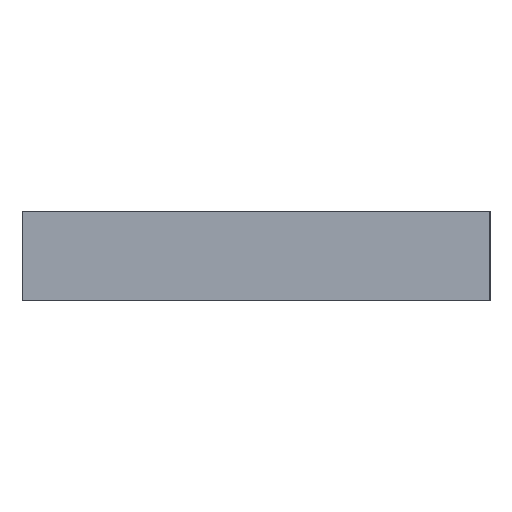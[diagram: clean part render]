
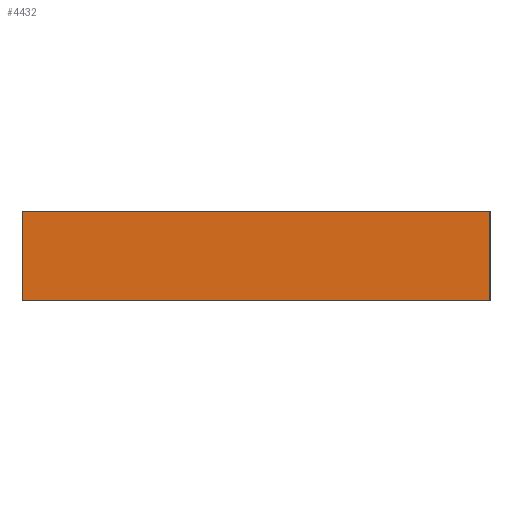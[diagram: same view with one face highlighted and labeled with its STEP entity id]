
A CAD part, left-side view. The second image highlights one B-rep face of the part: STEP entity #4432.
In plain terms, the highlighted planar face has unit normal (-1, 0, 0).
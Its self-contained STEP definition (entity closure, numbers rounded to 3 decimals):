
#4032=CARTESIAN_POINT('POINT234',(-5.577,1.797,0.121));
#4033=VERTEX_POINT('VERTEX234',#4032);
#4040=CARTESIAN_POINT('POINT235',(-5.577,-1.001,0.121));
#4041=VERTEX_POINT('VERTEX235',#4040);
#4042=CARTESIAN_POINT('POS409',(-5.577,-1.001,0.121));
#4043=DIRECTION('DIR603',(0.,1.,0.));
#4044=VECTOR('VEC215',#4043,1.);
#4045=LINE('STRAIGHT215',#4042,#4044);
#4046=EDGE_CURVE('EDGE348',#4033,#4041,#4045,.F.);
#4386=CARTESIAN_POINT('POINT255',(-5.577,1.797,-0.415));
#4387=VERTEX_POINT('VERTEX255',#4386);
#4394=CARTESIAN_POINT('POS432',(-5.577,1.797,-0.415));
#4395=DIRECTION('DIR641',(0.,0.,1.));
#4396=VECTOR('VEC223',#4395,1.);
#4397=LINE('STRAIGHT223',#4394,#4396);
#4398=EDGE_CURVE('EDGE370',#4387,#4033,#4397,.T.);
#4409=CARTESIAN_POINT('POINT256',(-5.577,-1.001,-0.415));
#4410=VERTEX_POINT('VERTEX256',#4409);
#4411=CARTESIAN_POINT('POS434',(-5.577,-1.001,-0.415));
#4412=DIRECTION('DIR644',(0.,0.,1.));
#4413=VECTOR('VEC224',#4412,1.);
#4414=LINE('STRAIGHT224',#4411,#4413);
#4415=EDGE_CURVE('EDGE371',#4041,#4410,#4414,.F.);
#4416=ORIENTED_EDGE('COEDGE714',*,*,#4415,.F.);
#4417=ORIENTED_EDGE('COEDGE715',*,*,#4046,.F.);
#4418=ORIENTED_EDGE('COEDGE716',*,*,#4398,.F.);
#4419=CARTESIAN_POINT('POS435',(-5.577,1.797,-0.415));
#4420=DIRECTION('DIR645',(0.,-1.,0.));
#4421=VECTOR('VEC225',#4420,1.);
#4422=LINE('STRAIGHT225',#4419,#4421);
#4423=EDGE_CURVE('EDGE372',#4387,#4410,#4422,.T.);
#4424=ORIENTED_EDGE('COEDGE717',*,*,#4423,.T.);
#4425=EDGE_LOOP('NONE',(#4416,#4417,#4418,#4424));
#4426=FACE_BOUND('LOOP1',#4425,.T.);
#4427=CARTESIAN_POINT('POS436',(-5.577,0.398,-0.294));
#4428=DIRECTION('DIR646',(-1.,0.,0.));
#4429=DIRECTION('DIR647',(0.,1.,0.));
#4430=AXIS2_PLACEMENT_3D('AXIS211',#4427,#4428,#4429);
#4431=PLANE('PLANE59',#4430);
#4432=ADVANCED_FACE('FACE133',(#4426),#4431,.T.);
